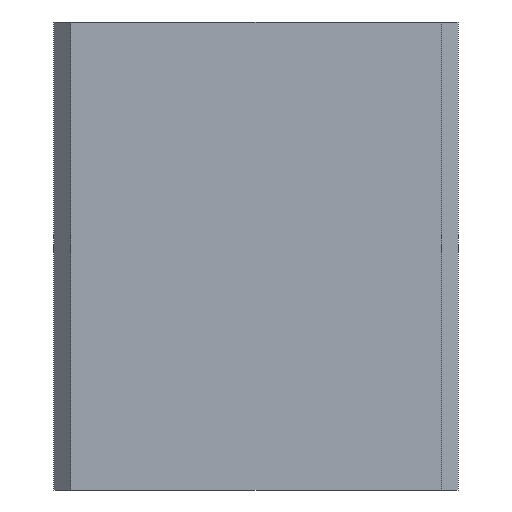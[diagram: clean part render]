
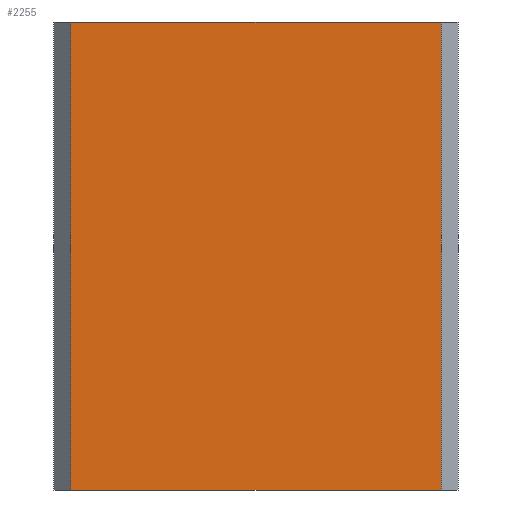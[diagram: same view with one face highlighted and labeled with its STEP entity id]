
A CAD part, front view. The second image highlights one B-rep face of the part: STEP entity #2255.
In plain terms, the highlighted planar face has unit normal (0, -1, 0).
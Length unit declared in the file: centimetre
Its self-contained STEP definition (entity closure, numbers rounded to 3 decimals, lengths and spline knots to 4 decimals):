
#163=FACE_OUTER_BOUND('',#278,.T.);
#278=EDGE_LOOP('',(#1852,#1853,#1854,#1855));
#329=LINE('',#2995,#631);
#516=LINE('',#3394,#818);
#517=LINE('',#3397,#819);
#518=LINE('',#3398,#820);
#631=VECTOR('',#2434,1.748);
#818=VECTOR('',#2787,2.21);
#819=VECTOR('',#2790,1.748);
#820=VECTOR('',#2791,2.21);
#933=VERTEX_POINT('',#2992);
#934=VERTEX_POINT('',#2994);
#1063=VERTEX_POINT('',#3392);
#1064=VERTEX_POINT('',#3396);
#1141=EDGE_CURVE('',#934,#933,#329,.T.);
#1340=EDGE_CURVE('',#933,#1063,#516,.T.);
#1341=EDGE_CURVE('',#1064,#1063,#517,.T.);
#1342=EDGE_CURVE('',#934,#1064,#518,.T.);
#1852=ORIENTED_EDGE('',*,*,#1141,.T.);
#1853=ORIENTED_EDGE('',*,*,#1340,.T.);
#1854=ORIENTED_EDGE('',*,*,#1341,.F.);
#1855=ORIENTED_EDGE('',*,*,#1342,.F.);
#2142=PLANE('',#2382);
#2255=ADVANCED_FACE('',(#163),#2142,.T.);
#2382=AXIS2_PLACEMENT_3D('',#3395,#2788,#2789);
#2434=DIRECTION('',(1.,0.,0.));
#2787=DIRECTION('',(0.,0.,1.));
#2788=DIRECTION('center_axis',(0.,-1.,0.));
#2789=DIRECTION('ref_axis',(1.,0.,0.));
#2790=DIRECTION('',(1.,0.,0.));
#2791=DIRECTION('',(0.,0.,1.));
#2992=CARTESIAN_POINT('',(0.874,-0.485,-0.56));
#2994=CARTESIAN_POINT('',(-0.874,-0.485,-0.56));
#2995=CARTESIAN_POINT('',(-0.874,-0.485,-0.56));
#3392=CARTESIAN_POINT('',(0.874,-0.485,1.65));
#3394=CARTESIAN_POINT('',(0.874,-0.485,-0.56));
#3395=CARTESIAN_POINT('Origin',(-0.874,-0.485,-0.56));
#3396=CARTESIAN_POINT('',(-0.874,-0.485,1.65));
#3397=CARTESIAN_POINT('',(-0.874,-0.485,1.65));
#3398=CARTESIAN_POINT('',(-0.874,-0.485,-0.56));
